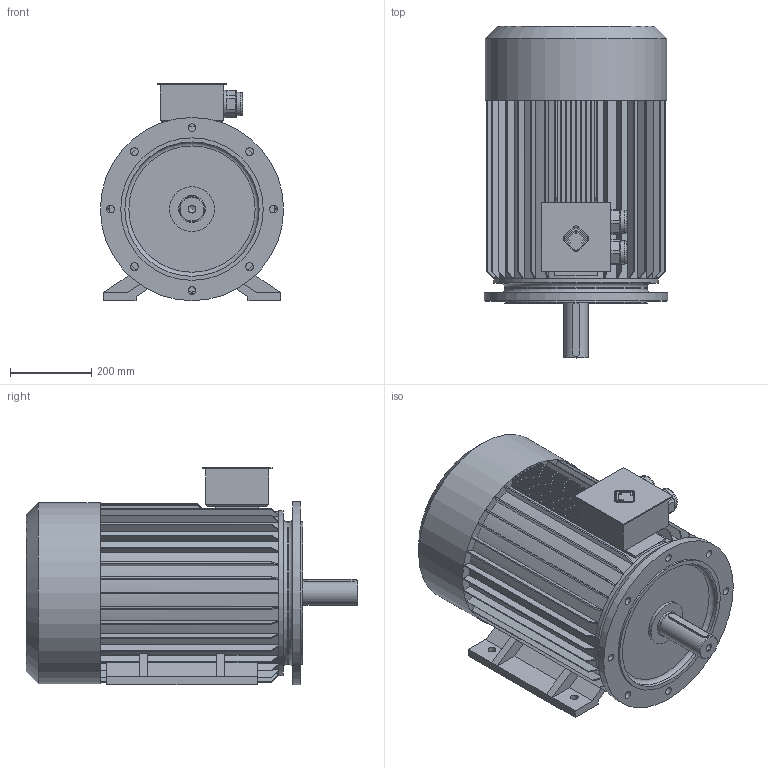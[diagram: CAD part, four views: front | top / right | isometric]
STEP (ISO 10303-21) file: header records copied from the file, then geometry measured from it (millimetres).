
FILE_DESCRIPTION(/* description */ ('Unknown'),/* implementation_level */ '2;1');
FILE_NAME(/* name */ 'AIS225S_В35',/* time_stamp */ '2021-04-21T14:39:14+03:00',/* author */ ('Unknown'),/* organization */ ('Unknown'),/* preprocessor_version */ 'ST-DEVELOPER v16',/* originating_system */ 'DEX',/* authorisation */ $);
FILE_SCHEMA (('AUTOMOTIVE_DESIGN {1 0 10303 214 3 1 1}'));
Length unit declared in the file: millimetre
Products named in the file (1): AIS225S_ﾂ35
Bounding box: 450 x 815 x 534 mm (x, y, z)
Volume: 94969026.9 mm3; surface area: 2308470.2 mm2
Topology: 1 solids, 1 shells, 426 faces, 1203 edges, 795 vertices
Faces by surface type: plane 301, cylinder 82, cone 38, torus 5
Full cylindrical faces by diameter (mm): 17.294 x2, 19 x12, 57.488 x2, 60 x1, 65 x1, 67 x2, 110 x1, 330 x1, 350 x2, 400 x1, 405 x1, 445 x1, 450 x1
Entity records: 16745 total; most frequent: CARTESIAN_POINT 2768, ORIENTED_EDGE 2286, DIRECTION 2258, EDGE_CURVE 1143, VERTEX_POINT 774, AXIS2_PLACEMENT_3D 758, LINE 742, VECTOR 742
